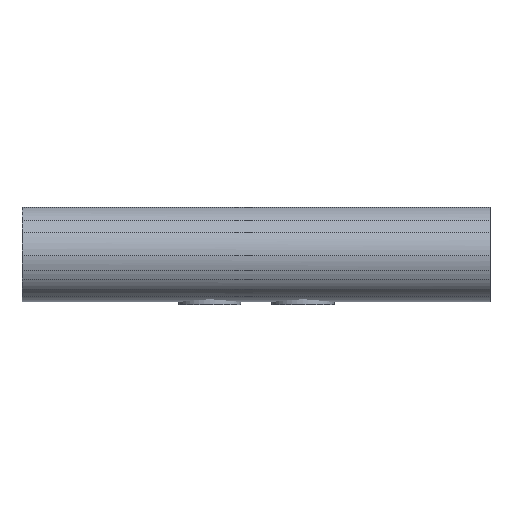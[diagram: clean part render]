
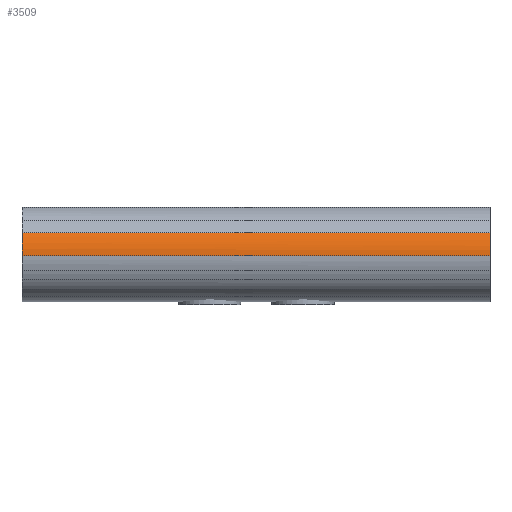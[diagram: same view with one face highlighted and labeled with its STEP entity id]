
A CAD part, left-side view. The second image highlights one B-rep face of the part: STEP entity #3509.
In plain terms, the highlighted free-form (B-spline) face has degree [3, 1] with [4, 2] control points.
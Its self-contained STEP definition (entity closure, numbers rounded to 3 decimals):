
#102=LINE('',#4842,#288);
#103=LINE('',#4856,#289);
#288=VECTOR('',#3781,10.);
#289=VECTOR('',#3782,10.);
#474=(
BOUNDED_SURFACE()
B_SPLINE_SURFACE(3,1,((#4843,#4844),(#4845,#4846),(#4847,#4848),(#4849,
#4850)),.UNSPECIFIED.,.F.,.F.,.F.)
B_SPLINE_SURFACE_WITH_KNOTS((4,4),(2,2),(0.,1.),(-15.,15.),
 .UNSPECIFIED.)
GEOMETRIC_REPRESENTATION_ITEM()
RATIONAL_B_SPLINE_SURFACE(((1.,1.),(1.,1.),(1.,1.),(1.,1.)))
REPRESENTATION_ITEM('')
SURFACE()
);
#669=FACE_OUTER_BOUND('',#876,.T.);
#876=EDGE_LOOP('',(#2548,#2549,#2550,#2551));
#1069=(
BOUNDED_CURVE()
B_SPLINE_CURVE(3,(#4106,#4107,#4108,#4109),.UNSPECIFIED.,.F.,.F.)
B_SPLINE_CURVE_WITH_KNOTS((4,4),(-1.,0.),.UNSPECIFIED.)
CURVE()
GEOMETRIC_REPRESENTATION_ITEM()
RATIONAL_B_SPLINE_CURVE((1.,1.,1.,1.))
REPRESENTATION_ITEM('')
);
#1139=(
BOUNDED_CURVE()
B_SPLINE_CURVE(3,(#4852,#4853,#4854,#4855),.UNSPECIFIED.,.F.,.F.)
B_SPLINE_CURVE_WITH_KNOTS((4,4),(0.,1.),.UNSPECIFIED.)
CURVE()
GEOMETRIC_REPRESENTATION_ITEM()
RATIONAL_B_SPLINE_CURVE((1.,1.,1.,1.))
REPRESENTATION_ITEM('')
);
#1419=VERTEX_POINT('',#4100);
#1420=VERTEX_POINT('',#4105);
#1489=VERTEX_POINT('',#4837);
#1490=VERTEX_POINT('',#4851);
#1791=EDGE_CURVE('',#1419,#1420,#1069,.T.);
#1904=EDGE_CURVE('',#1419,#1489,#102,.T.);
#1905=EDGE_CURVE('',#1490,#1489,#1139,.T.);
#1906=EDGE_CURVE('',#1420,#1490,#103,.T.);
#2548=ORIENTED_EDGE('',*,*,#1904,.T.);
#2549=ORIENTED_EDGE('',*,*,#1905,.F.);
#2550=ORIENTED_EDGE('',*,*,#1906,.F.);
#2551=ORIENTED_EDGE('',*,*,#1791,.F.);
#3509=ADVANCED_FACE('',(#669),#474,.T.);
#3781=DIRECTION('',(0.,1.,0.));
#3782=DIRECTION('',(0.,1.,0.));
#4100=CARTESIAN_POINT('',(-34.693,-150.,20.703));
#4105=CARTESIAN_POINT('',(-39.046,-150.,6.125));
#4106=CARTESIAN_POINT('Ctrl Pts',(-34.693,-150.,20.703));
#4107=CARTESIAN_POINT('Ctrl Pts',(-36.094,-150.,18.246));
#4108=CARTESIAN_POINT('Ctrl Pts',(-38.963,-150.,13.093));
#4109=CARTESIAN_POINT('Ctrl Pts',(-39.046,-150.,6.125));
#4837=CARTESIAN_POINT('',(-34.693,150.,20.703));
#4842=CARTESIAN_POINT('',(-34.693,0.,20.703));
#4843=CARTESIAN_POINT('Ctrl Pts',(-39.046,-150.,6.125));
#4844=CARTESIAN_POINT('Ctrl Pts',(-39.046,150.,6.125));
#4845=CARTESIAN_POINT('Ctrl Pts',(-38.963,-150.,13.093));
#4846=CARTESIAN_POINT('Ctrl Pts',(-38.963,150.,13.093));
#4847=CARTESIAN_POINT('Ctrl Pts',(-36.094,-150.,18.246));
#4848=CARTESIAN_POINT('Ctrl Pts',(-36.094,150.,18.246));
#4849=CARTESIAN_POINT('Ctrl Pts',(-34.693,-150.,20.703));
#4850=CARTESIAN_POINT('Ctrl Pts',(-34.693,150.,20.703));
#4851=CARTESIAN_POINT('',(-39.046,150.,6.125));
#4852=CARTESIAN_POINT('Ctrl Pts',(-39.046,150.,6.125));
#4853=CARTESIAN_POINT('Ctrl Pts',(-38.963,150.,13.093));
#4854=CARTESIAN_POINT('Ctrl Pts',(-36.094,150.,18.246));
#4855=CARTESIAN_POINT('Ctrl Pts',(-34.693,150.,20.703));
#4856=CARTESIAN_POINT('',(-39.046,0.,6.125));
